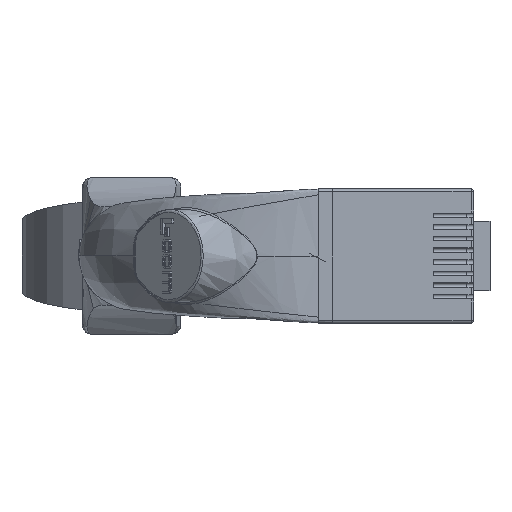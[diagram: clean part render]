
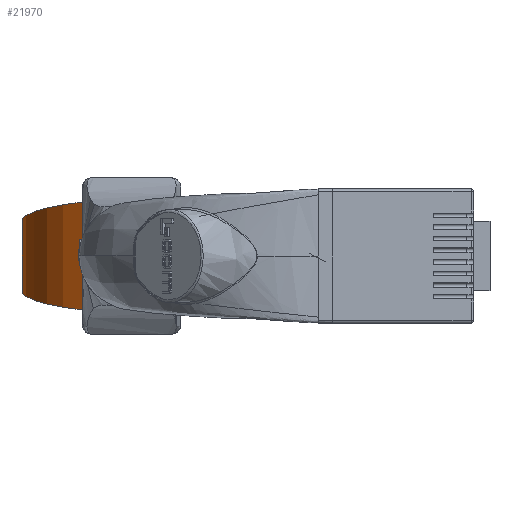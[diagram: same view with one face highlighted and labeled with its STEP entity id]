
A CAD part, left-side view. The second image highlights one B-rep face of the part: STEP entity #21970.
In plain terms, the highlighted cylindrical face has radius 13.208 mm (diameter 26.416 mm), a partial arc.
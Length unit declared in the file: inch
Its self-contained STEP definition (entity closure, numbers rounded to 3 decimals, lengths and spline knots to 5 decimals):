
#3012 = DIRECTION ( 'NONE',  ( 0., 0., 1. ) ) ;
#3014 = DIRECTION ( 'NONE',  ( -1., 0., 0. ) ) ;
#3016 = CARTESIAN_POINT ( 'NONE',  ( 0.185, -0.14312, 0.41591 ) ) ;
#11943 = CARTESIAN_POINT ( 'NONE',  ( 0.185, 0.169, 0. ) ) ;
#11952 = CARTESIAN_POINT ( 'NONE',  ( -0.185, 0.169, 0. ) ) ;
#11996 = CARTESIAN_POINT ( 'NONE',  ( -0.1114, 0.37394, 0.47106 ) ) ;
#12022 = CARTESIAN_POINT ( 'NONE',  ( 0.1114, 0.37394, 0.47106 ) ) ;
#19263 = LINE ( 'NONE', #32423, #19268 ) ;
#19268 = VECTOR ( 'NONE', #32435, 39.37008 ) ;
#19275 = LINE ( 'NONE', #35759, #19276 ) ;
#19276 = VECTOR ( 'NONE', #35762, 39.37008 ) ;
#20925 =( BOUNDED_CURVE ( )  B_SPLINE_CURVE ( 3, ( #35748, #35736, #35753, #35755 ),
 .UNSPECIFIED., .F., .F. ) 
 B_SPLINE_CURVE_WITH_KNOTS ( ( 4, 4 ),
 ( 4.60613, 5.63939 ),
 .UNSPECIFIED. ) 
 CURVE ( )  GEOMETRIC_REPRESENTATION_ITEM ( )  RATIONAL_B_SPLINE_CURVE ( ( 1., 0.913, 0.913, 1. ) ) 
 REPRESENTATION_ITEM ( '' )  );
#21095 =( BOUNDED_CURVE ( )  B_SPLINE_CURVE ( 3, ( #35761, #35750, #35768, #35770 ),
 .UNSPECIFIED., .F., .F. ) 
 B_SPLINE_CURVE_WITH_KNOTS ( ( 4, 4 ),
 ( 3.78539, 4.81865 ),
 .UNSPECIFIED. ) 
 CURVE ( )  GEOMETRIC_REPRESENTATION_ITEM ( )  RATIONAL_B_SPLINE_CURVE ( ( 1., 0.913, 0.913, 1. ) ) 
 REPRESENTATION_ITEM ( '' )  );
#21970 = ADVANCED_FACE ( 'NONE', ( #43734 ), #43744, .T. ) ;
#24951 = VERTEX_POINT ( 'NONE', #11943 ) ;
#24960 = VERTEX_POINT ( 'NONE', #11952 ) ;
#25004 = VERTEX_POINT ( 'NONE', #11996 ) ;
#25030 = VERTEX_POINT ( 'NONE', #12022 ) ;
#27376 = EDGE_LOOP ( 'NONE', ( #30301, #30302, #30303, #30304 ) ) ;
#30301 = ORIENTED_EDGE ( 'NONE', *, *, #31352, .F. ) ;
#30302 = ORIENTED_EDGE ( 'NONE', *, *, #31355, .F. ) ;
#30303 = ORIENTED_EDGE ( 'NONE', *, *, #31357, .F. ) ;
#30304 = ORIENTED_EDGE ( 'NONE', *, *, #31216, .T. ) ;
#31216 = EDGE_CURVE ( 'NONE', #24951, #24960, #19263, .T. ) ;
#31352 = EDGE_CURVE ( 'NONE', #25004, #24960, #20925, .T. ) ;
#31355 = EDGE_CURVE ( 'NONE', #25030, #25004, #19275, .T. ) ;
#31357 = EDGE_CURVE ( 'NONE', #24951, #25030, #21095, .T. ) ;
#32423 = CARTESIAN_POINT ( 'NONE',  ( -0.269, 0.169, 0. ) ) ;
#32435 = DIRECTION ( 'NONE',  ( -1., 0., 0. ) ) ;
#35736 = CARTESIAN_POINT ( 'NONE',  ( -0.14054, 0.39384, 0.28456 ) ) ;
#35748 = CARTESIAN_POINT ( 'NONE',  ( -0.1114, 0.37394, 0.47106 ) ) ;
#35750 = CARTESIAN_POINT ( 'NONE',  ( 0.16741, 0.31901, 0.11258 ) ) ;
#35753 = CARTESIAN_POINT ( 'NONE',  ( -0.16741, 0.31901, 0.11258 ) ) ;
#35755 = CARTESIAN_POINT ( 'NONE',  ( -0.185, 0.169, 0. ) ) ;
#35759 = CARTESIAN_POINT ( 'NONE',  ( 0.185, 0.37394, 0.47106 ) ) ;
#35761 = CARTESIAN_POINT ( 'NONE',  ( 0.185, 0.169, 0. ) ) ;
#35762 = DIRECTION ( 'NONE',  ( -1., 0., 0. ) ) ;
#35768 = CARTESIAN_POINT ( 'NONE',  ( 0.14054, 0.39384, 0.28456 ) ) ;
#35770 = CARTESIAN_POINT ( 'NONE',  ( 0.1114, 0.37394, 0.47106 ) ) ;
#43734 = FACE_OUTER_BOUND ( 'NONE', #27376, .T. ) ;
#43744 = CYLINDRICAL_SURFACE ( 'NONE', #46477, 0.52 ) ;
#46477 = AXIS2_PLACEMENT_3D ( 'NONE', #3016, #3014, #3012 ) ;
